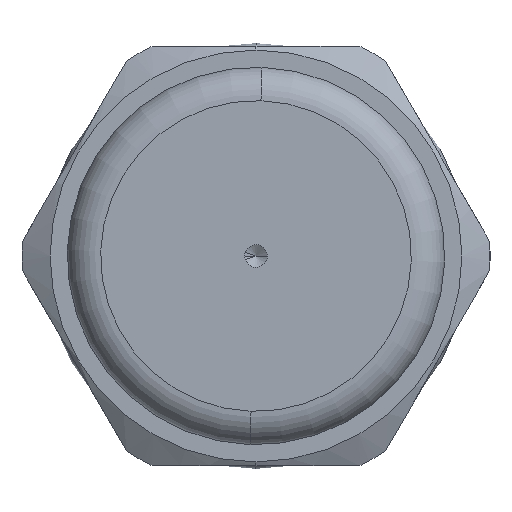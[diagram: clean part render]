
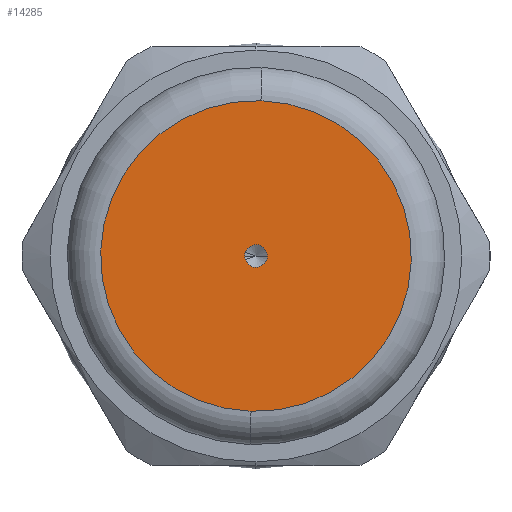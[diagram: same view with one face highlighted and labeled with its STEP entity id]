
A CAD part, left-side view. The second image highlights one B-rep face of the part: STEP entity #14285.
In plain terms, the highlighted planar face has unit normal (-1, 0, 0).
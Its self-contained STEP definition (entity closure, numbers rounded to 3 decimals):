
#6474 = AXIS2_PLACEMENT_3D ( 'NONE', #55211, #37893, #19862 ) ;
#6663 = ORIENTED_EDGE ( 'NONE', *, *, #41367, .F. ) ;
#7861 = CARTESIAN_POINT ( 'NONE',  ( -83.322, -0.019, 0.6 ) ) ;
#8689 = CARTESIAN_POINT ( 'NONE',  ( -83.322, 0., 0. ) ) ;
#10003 = CARTESIAN_POINT ( 'NONE',  ( -83.322, 0.019, -0.6 ) ) ;
#12088 = DIRECTION ( 'NONE',  ( 0., 0.032, -0.999 ) ) ;
#12706 = DIRECTION ( 'NONE',  ( 0., 0.032, -0.999 ) ) ;
#14285 = ADVANCED_FACE ( 'NONE', ( #50098, #38477 ), #14859, .T. ) ;
#14859 = PLANE ( 'NONE',  #26879 ) ;
#15222 = CARTESIAN_POINT ( 'NONE',  ( -83.322, 0.019, -0.6 ) ) ;
#15360 = CARTESIAN_POINT ( 'NONE',  ( -83.322, 0., 0. ) ) ;
#16042 = AXIS2_PLACEMENT_3D ( 'NONE', #15360, #54714, #49812 ) ;
#17971 = CARTESIAN_POINT ( 'NONE',  ( -83.322, 0.262, -8.226 ) ) ;
#19862 = DIRECTION ( 'NONE',  ( 0., 0.032, -0.999 ) ) ;
#20362 = EDGE_CURVE ( 'NONE', #26505, #52900, #26530, .T. ) ;
#22177 = AXIS2_PLACEMENT_3D ( 'NONE', #8689, #52243, #12706 ) ;
#23970 = DIRECTION ( 'NONE',  ( 0., -0.032, 0.999 ) ) ;
#25555 = DIRECTION ( 'NONE',  ( 1., 0., 0. ) ) ;
#26505 = VERTEX_POINT ( 'NONE', #10003 ) ;
#26530 = CIRCLE ( 'NONE', #22177, 0.6 ) ;
#26879 = AXIS2_PLACEMENT_3D ( 'NONE', #15222, #45082, #23970 ) ;
#28701 = EDGE_LOOP ( 'NONE', ( #33769, #35061 ) ) ;
#30124 = EDGE_LOOP ( 'NONE', ( #33018, #6663 ) ) ;
#30452 = VERTEX_POINT ( 'NONE', #52520 ) ;
#33018 = ORIENTED_EDGE ( 'NONE', *, *, #54366, .F. ) ;
#33769 = ORIENTED_EDGE ( 'NONE', *, *, #20362, .T. ) ;
#35061 = ORIENTED_EDGE ( 'NONE', *, *, #45863, .T. ) ;
#37833 = VERTEX_POINT ( 'NONE', #17971 ) ;
#37893 = DIRECTION ( 'NONE',  ( 1., 0., 0. ) ) ;
#38477 = FACE_OUTER_BOUND ( 'NONE', #30124, .T. ) ;
#41367 = EDGE_CURVE ( 'NONE', #30452, #37833, #52861, .T. ) ;
#41907 = CIRCLE ( 'NONE', #16042, 0.6 ) ;
#42987 = CIRCLE ( 'NONE', #48215, 8.23 ) ;
#45082 = DIRECTION ( 'NONE',  ( -1., 0., 0. ) ) ;
#45863 = EDGE_CURVE ( 'NONE', #52900, #26505, #41907, .T. ) ;
#48215 = AXIS2_PLACEMENT_3D ( 'NONE', #51242, #25555, #12088 ) ;
#49812 = DIRECTION ( 'NONE',  ( 0., 0.032, -0.999 ) ) ;
#50098 = FACE_BOUND ( 'NONE', #28701, .T. ) ;
#51242 = CARTESIAN_POINT ( 'NONE',  ( -83.322, 0., 0. ) ) ;
#52243 = DIRECTION ( 'NONE',  ( 1., 0., 0. ) ) ;
#52520 = CARTESIAN_POINT ( 'NONE',  ( -83.322, -0.262, 8.226 ) ) ;
#52861 = CIRCLE ( 'NONE', #6474, 8.23 ) ;
#52900 = VERTEX_POINT ( 'NONE', #7861 ) ;
#54366 = EDGE_CURVE ( 'NONE', #37833, #30452, #42987, .T. ) ;
#54714 = DIRECTION ( 'NONE',  ( 1., 0., 0. ) ) ;
#55211 = CARTESIAN_POINT ( 'NONE',  ( -83.322, 0., 0. ) ) ;
